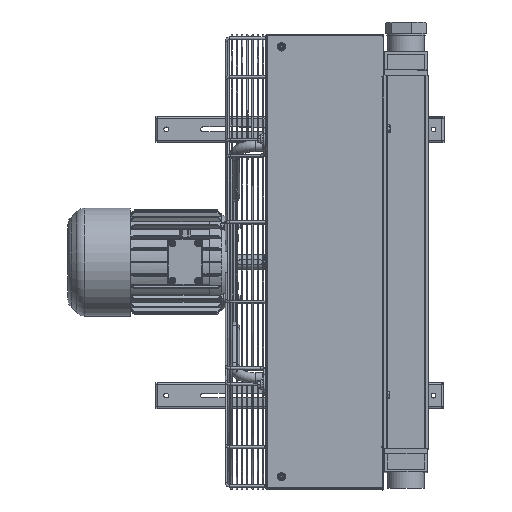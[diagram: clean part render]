
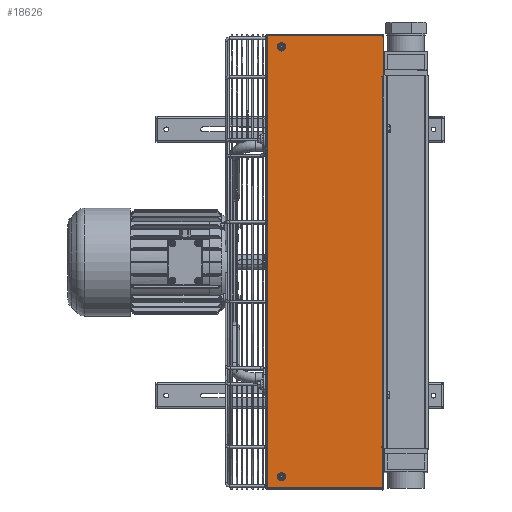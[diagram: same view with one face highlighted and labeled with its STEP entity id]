
A CAD part, top view. The second image highlights one B-rep face of the part: STEP entity #18626.
In plain terms, the highlighted planar face has unit normal (0, 0, 1).
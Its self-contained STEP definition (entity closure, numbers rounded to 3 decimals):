
#13286=CARTESIAN_POINT('',(-813.81,-226.639,661.409));
#13287=VERTEX_POINT('',#13286);
#13288=CARTESIAN_POINT('',(-813.807,-218.893,661.409));
#13289=DIRECTION('',(0.,0.,-1.));
#13290=DIRECTION('',(0.,-1.,0.));
#13291=AXIS2_PLACEMENT_3D('',#13288,#13289,#13290);
#13292=CIRCLE('',#13291,7.745);
#13293=EDGE_CURVE('',#13287,#13287,#13292,.T.);
#17942=CARTESIAN_POINT('',(-840.802,-197.887,661.409));
#17943=VERTEX_POINT('',#17942);
#18308=CARTESIAN_POINT('',(-618.802,-197.94,661.409));
#18309=VERTEX_POINT('',#18308);
#18398=CARTESIAN_POINT('',(-839.302,-197.887,661.409));
#18399=VERTEX_POINT('',#18398);
#18407=CARTESIAN_POINT('',(-618.802,-197.94,661.409));
#18408=DIRECTION('',(-1.,0.,0.));
#18409=VECTOR('',#18408,220.5);
#18410=LINE('',#18407,#18409);
#18411=EDGE_CURVE('',#18309,#18399,#18410,.T.);
#18491=CARTESIAN_POINT('',(-839.302,-197.887,661.409));
#18492=DIRECTION('',(-1.,0.,0.));
#18493=VECTOR('',#18492,1.5);
#18494=LINE('',#18491,#18493);
#18495=EDGE_CURVE('',#18399,#17943,#18494,.T.);
#18523=CARTESIAN_POINT('',(-731.406,-628.913,661.409));
#18524=DIRECTION('',(0.0,0.0,1.0));
#18525=DIRECTION('',(1.,0.,0.0));
#18526=AXIS2_PLACEMENT_3D('',#18523,#18524,#18525);
#18527=PLANE('',#18526);
#18528=ORIENTED_EDGE('',*,*,#18411,.T.);
#18529=ORIENTED_EDGE('',*,*,#18495,.T.);
#18530=CARTESIAN_POINT('',(-841.009,-1059.887,661.409));
#18531=VERTEX_POINT('',#18530);
#18532=CARTESIAN_POINT('',(-841.009,-1059.887,661.409));
#18533=DIRECTION('',(0.,1.,0.));
#18534=VECTOR('',#18533,862.);
#18535=LINE('',#18532,#18534);
#18536=EDGE_CURVE('',#18531,#17943,#18535,.T.);
#18537=ORIENTED_EDGE('',*,*,#18536,.F.);
#18538=CARTESIAN_POINT('',(-839.509,-1059.887,661.409));
#18539=VERTEX_POINT('',#18538);
#18540=CARTESIAN_POINT('',(-841.009,-1059.887,661.409));
#18541=DIRECTION('',(1.,0.,0.0));
#18542=VECTOR('',#18541,1.5);
#18543=LINE('',#18540,#18542);
#18544=EDGE_CURVE('',#18531,#18539,#18543,.T.);
#18545=ORIENTED_EDGE('',*,*,#18544,.T.);
#18546=CARTESIAN_POINT('',(-619.009,-1059.94,661.409));
#18547=VERTEX_POINT('',#18546);
#18548=CARTESIAN_POINT('',(-839.509,-1059.887,661.409));
#18549=DIRECTION('',(1.,0.,0.));
#18550=VECTOR('',#18549,220.5);
#18551=LINE('',#18548,#18550);
#18552=EDGE_CURVE('',#18539,#18547,#18551,.T.);
#18553=ORIENTED_EDGE('',*,*,#18552,.T.);
#18554=CARTESIAN_POINT('',(-618.991,-982.94,661.409));
#18555=VERTEX_POINT('',#18554);
#18556=CARTESIAN_POINT('',(-619.009,-1059.94,661.409));
#18557=DIRECTION('',(0.,1.,0.));
#18558=VECTOR('',#18557,77.);
#18559=LINE('',#18556,#18558);
#18560=EDGE_CURVE('',#18547,#18555,#18559,.T.);
#18561=ORIENTED_EDGE('',*,*,#18560,.T.);
#18562=CARTESIAN_POINT('',(-621.991,-982.94,661.409));
#18563=VERTEX_POINT('',#18562);
#18564=CARTESIAN_POINT('',(-618.991,-982.94,661.409));
#18565=DIRECTION('',(-1.,0.,0.0));
#18566=VECTOR('',#18565,3.);
#18567=LINE('',#18564,#18566);
#18568=EDGE_CURVE('',#18555,#18563,#18567,.T.);
#18569=ORIENTED_EDGE('',*,*,#18568,.T.);
#18570=CARTESIAN_POINT('',(-621.991,-981.44,661.409));
#18571=VERTEX_POINT('',#18570);
#18572=CARTESIAN_POINT('',(-621.991,-982.19,661.409));
#18573=DIRECTION('',(0.,0.,-1.));
#18574=DIRECTION('',(0.,1.,0.));
#18575=AXIS2_PLACEMENT_3D('',#18572,#18573,#18574);
#18576=CIRCLE('',#18575,0.75);
#18577=EDGE_CURVE('',#18563,#18571,#18576,.T.);
#18578=ORIENTED_EDGE('',*,*,#18577,.T.);
#18579=CARTESIAN_POINT('',(-621.821,-276.44,661.409));
#18580=VERTEX_POINT('',#18579);
#18581=CARTESIAN_POINT('',(-621.991,-981.44,661.409));
#18582=DIRECTION('',(0.,1.,0.));
#18583=VECTOR('',#18582,705.);
#18584=LINE('',#18581,#18583);
#18585=EDGE_CURVE('',#18571,#18580,#18584,.T.);
#18586=ORIENTED_EDGE('',*,*,#18585,.T.);
#18587=CARTESIAN_POINT('',(-621.82,-274.94,661.409));
#18588=VERTEX_POINT('',#18587);
#18589=CARTESIAN_POINT('',(-621.82,-275.69,661.409));
#18590=DIRECTION('',(0.,0.,-1.));
#18591=DIRECTION('',(0.,-1.,0.));
#18592=AXIS2_PLACEMENT_3D('',#18589,#18590,#18591);
#18593=CIRCLE('',#18592,0.75);
#18594=EDGE_CURVE('',#18580,#18588,#18593,.T.);
#18595=ORIENTED_EDGE('',*,*,#18594,.T.);
#18596=CARTESIAN_POINT('',(-618.82,-274.94,661.409));
#18597=VERTEX_POINT('',#18596);
#18598=CARTESIAN_POINT('',(-621.82,-274.94,661.409));
#18599=DIRECTION('',(1.,0.,0.0));
#18600=VECTOR('',#18599,3.);
#18601=LINE('',#18598,#18600);
#18602=EDGE_CURVE('',#18588,#18597,#18601,.T.);
#18603=ORIENTED_EDGE('',*,*,#18602,.T.);
#18604=CARTESIAN_POINT('',(-618.82,-274.94,661.409));
#18605=DIRECTION('',(0.,1.,0.));
#18606=VECTOR('',#18605,77.);
#18607=LINE('',#18604,#18606);
#18608=EDGE_CURVE('',#18597,#18309,#18607,.T.);
#18609=ORIENTED_EDGE('',*,*,#18608,.T.);
#18610=EDGE_LOOP('',(#18528,#18529,#18537,#18545,#18553,#18561,#18569,#18578,#18586,#18595,#18603,#18609));
#18611=FACE_OUTER_BOUND('',#18610,.T.);
#18612=ORIENTED_EDGE('',*,*,#13293,.T.);
#18613=EDGE_LOOP('',(#18612));
#18614=FACE_BOUND('',#18613,.T.);
#18615=CARTESIAN_POINT('',(-814.008,-1046.639,661.409));
#18616=VERTEX_POINT('',#18615);
#18617=CARTESIAN_POINT('',(-814.004,-1038.893,661.409));
#18618=DIRECTION('',(0.,0.,-1.0));
#18619=DIRECTION('',(0.,-1.,0.));
#18620=AXIS2_PLACEMENT_3D('',#18617,#18618,#18619);
#18621=CIRCLE('',#18620,7.745);
#18622=EDGE_CURVE('',#18616,#18616,#18621,.T.);
#18623=ORIENTED_EDGE('',*,*,#18622,.T.);
#18624=EDGE_LOOP('',(#18623));
#18625=FACE_BOUND('',#18624,.T.);
#18626=ADVANCED_FACE('',(#18611,#18614,#18625),#18527,.T.);
